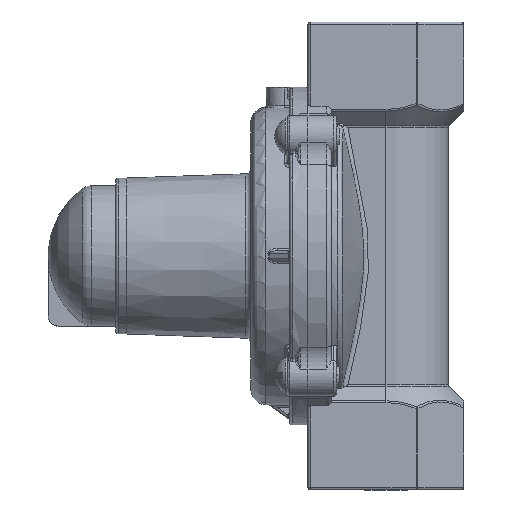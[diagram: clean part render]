
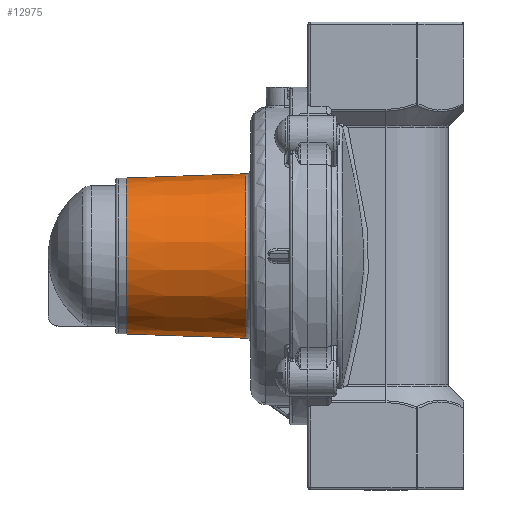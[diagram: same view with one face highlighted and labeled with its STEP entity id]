
A CAD part, left-side view. The second image highlights one B-rep face of the part: STEP entity #12975.
In plain terms, the highlighted conical face has half-angle 2 degrees and reference radius 15 mm.
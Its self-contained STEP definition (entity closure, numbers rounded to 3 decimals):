
#1056 = CARTESIAN_POINT ( 'NONE',  ( 0., 11.965, 15.804 ) ) ;
#1277 = DIRECTION ( 'NONE',  ( 0., 0., -1. ) ) ;
#1817 = VECTOR ( 'NONE', #18542, 1000. ) ;
#4074 = CARTESIAN_POINT ( 'NONE',  ( 0., 11.965, 0. ) ) ;
#4112 = DIRECTION ( 'NONE',  ( 0., 1., 0. ) ) ;
#5199 = DIRECTION ( 'NONE',  ( 0., 0., -1. ) ) ;
#6260 = AXIS2_PLACEMENT_3D ( 'NONE', #20013, #7774, #5199 ) ;
#6692 = CARTESIAN_POINT ( 'NONE',  ( 0., 11.965, -15.804 ) ) ;
#6727 = AXIS2_PLACEMENT_3D ( 'NONE', #20053, #24657, #1277 ) ;
#7629 = EDGE_CURVE ( 'NONE', #19775, #13607, #24430, .T. ) ;
#7774 = DIRECTION ( 'NONE',  ( 0., -1., 0. ) ) ;
#8255 = VERTEX_POINT ( 'NONE', #19314 ) ;
#11385 = ORIENTED_EDGE ( 'NONE', *, *, #29343, .T. ) ;
#12575 = AXIS2_PLACEMENT_3D ( 'NONE', #4074, #4112, #23217 ) ;
#12975 = ADVANCED_FACE ( 'NONE', ( #16271 ), #18728, .T. ) ;
#13059 = CARTESIAN_POINT ( 'NONE',  ( 0., 35., 15. ) ) ;
#13283 = ORIENTED_EDGE ( 'NONE', *, *, #21086, .F. ) ;
#13390 = LINE ( 'NONE', #14846, #28800 ) ;
#13607 = VERTEX_POINT ( 'NONE', #1056 ) ;
#14453 = ORIENTED_EDGE ( 'NONE', *, *, #7629, .T. ) ;
#14846 = CARTESIAN_POINT ( 'NONE',  ( 0., 35., -15. ) ) ;
#15546 = EDGE_CURVE ( 'NONE', #8255, #19775, #13390, .T. ) ;
#16271 = FACE_OUTER_BOUND ( 'NONE', #25267, .T. ) ;
#18542 = DIRECTION ( 'NONE',  ( 0., -0.999, 0.035 ) ) ;
#18559 = CIRCLE ( 'NONE', #6727, 15. ) ;
#18728 = CONICAL_SURFACE ( 'NONE', #6260, 15., 0.035 ) ;
#19314 = CARTESIAN_POINT ( 'NONE',  ( 0., 35., -15. ) ) ;
#19775 = VERTEX_POINT ( 'NONE', #6692 ) ;
#20013 = CARTESIAN_POINT ( 'NONE',  ( 0., 35., 0. ) ) ;
#20053 = CARTESIAN_POINT ( 'NONE',  ( 0., 35., 0. ) ) ;
#20793 = CARTESIAN_POINT ( 'NONE',  ( 0., 35., 15. ) ) ;
#21086 = EDGE_CURVE ( 'NONE', #23422, #13607, #23782, .T. ) ;
#22799 = DIRECTION ( 'NONE',  ( 0., -0.999, -0.035 ) ) ;
#23217 = DIRECTION ( 'NONE',  ( 0., 0., -1. ) ) ;
#23422 = VERTEX_POINT ( 'NONE', #20793 ) ;
#23782 = LINE ( 'NONE', #13059, #1817 ) ;
#24430 = CIRCLE ( 'NONE', #12575, 15.804 ) ;
#24657 = DIRECTION ( 'NONE',  ( 0., -1., 0. ) ) ;
#25267 = EDGE_LOOP ( 'NONE', ( #13283, #11385, #27253, #14453 ) ) ;
#27253 = ORIENTED_EDGE ( 'NONE', *, *, #15546, .T. ) ;
#28800 = VECTOR ( 'NONE', #22799, 1000. ) ;
#29343 = EDGE_CURVE ( 'NONE', #23422, #8255, #18559, .T. ) ;
